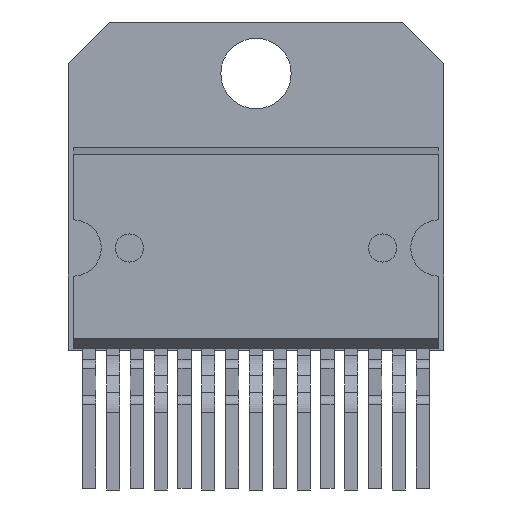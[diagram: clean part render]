
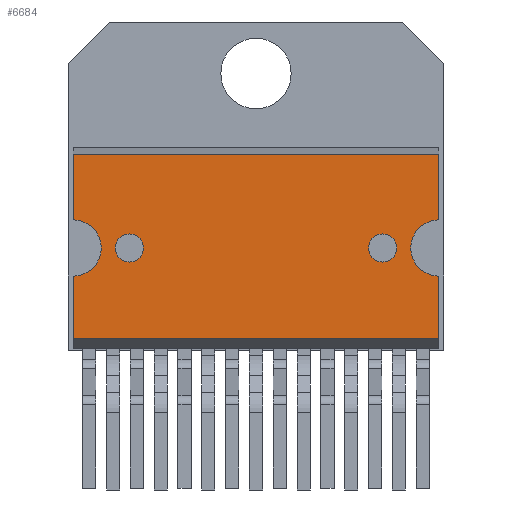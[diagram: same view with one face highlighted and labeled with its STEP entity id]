
A CAD part, front view. The second image highlights one B-rep face of the part: STEP entity #6684.
In plain terms, the highlighted planar face has unit normal (0, -1, 0).
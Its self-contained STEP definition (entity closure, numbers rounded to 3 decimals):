
#75 = VERTEX_POINT('',#76);
#76 = CARTESIAN_POINT('',(2.15,5.3,9.7));
#82 = EDGE_CURVE('',#75,#83,#85,.T.);
#83 = VERTEX_POINT('',#84);
#84 = CARTESIAN_POINT('',(2.15,5.3,11.2));
#85 = CIRCLE('',#86,0.75);
#86 = AXIS2_PLACEMENT_3D('',#87,#88,#89);
#87 = CARTESIAN_POINT('',(2.15,5.3,10.45));
#88 = DIRECTION('',(0.,1.,0.));
#89 = DIRECTION('',(0.,0.,1.));
#117 = VERTEX_POINT('',#118);
#118 = CARTESIAN_POINT('',(15.65,5.3,11.2));
#124 = EDGE_CURVE('',#117,#125,#127,.T.);
#125 = VERTEX_POINT('',#126);
#126 = CARTESIAN_POINT('',(15.65,5.3,9.7));
#127 = CIRCLE('',#128,0.75);
#128 = AXIS2_PLACEMENT_3D('',#129,#130,#131);
#129 = CARTESIAN_POINT('',(15.65,5.3,10.45));
#130 = DIRECTION('',(0.,1.,0.));
#131 = DIRECTION('',(0.,0.,-1.));
#158 = VERTEX_POINT('',#159);
#159 = CARTESIAN_POINT('',(18.65,5.3,8.95));
#165 = EDGE_CURVE('',#166,#158,#168,.T.);
#166 = VERTEX_POINT('',#167);
#167 = CARTESIAN_POINT('',(18.65,5.3,5.635));
#168 = LINE('',#169,#170);
#169 = CARTESIAN_POINT('',(18.65,5.3,5.635));
#170 = VECTOR('',#171,1.);
#171 = DIRECTION('',(0.,0.,1.));
#206 = VERTEX_POINT('',#207);
#207 = CARTESIAN_POINT('',(18.65,5.3,15.447));
#213 = EDGE_CURVE('',#214,#206,#216,.T.);
#214 = VERTEX_POINT('',#215);
#215 = CARTESIAN_POINT('',(18.65,5.3,11.95));
#216 = LINE('',#217,#218);
#217 = CARTESIAN_POINT('',(18.65,5.3,5.635));
#218 = VECTOR('',#219,1.);
#219 = DIRECTION('',(0.,0.,1.));
#254 = VERTEX_POINT('',#255);
#255 = CARTESIAN_POINT('',(-0.85,5.3,5.635));
#261 = EDGE_CURVE('',#254,#262,#264,.T.);
#262 = VERTEX_POINT('',#263);
#263 = CARTESIAN_POINT('',(-0.85,5.3,8.95));
#264 = LINE('',#265,#266);
#265 = CARTESIAN_POINT('',(-0.85,5.3,5.635));
#266 = VECTOR('',#267,1.);
#267 = DIRECTION('',(0.,0.,1.));
#294 = VERTEX_POINT('',#295);
#295 = CARTESIAN_POINT('',(-0.85,5.3,11.95));
#301 = EDGE_CURVE('',#294,#302,#304,.T.);
#302 = VERTEX_POINT('',#303);
#303 = CARTESIAN_POINT('',(-0.85,5.3,15.447));
#304 = LINE('',#305,#306);
#305 = CARTESIAN_POINT('',(-0.85,5.3,5.635));
#306 = VECTOR('',#307,1.);
#307 = DIRECTION('',(0.,0.,1.));
#324 = EDGE_CURVE('',#294,#262,#325,.T.);
#325 = CIRCLE('',#326,1.5);
#326 = AXIS2_PLACEMENT_3D('',#327,#328,#329);
#327 = CARTESIAN_POINT('',(-0.85,5.3,10.45));
#328 = DIRECTION('',(0.,1.,0.));
#329 = DIRECTION('',(0.,0.,1.));
#6467 = EDGE_CURVE('',#125,#117,#6468,.T.);
#6468 = CIRCLE('',#6469,0.75);
#6469 = AXIS2_PLACEMENT_3D('',#6470,#6471,#6472);
#6470 = CARTESIAN_POINT('',(15.65,5.3,10.45));
#6471 = DIRECTION('',(0.,1.,0.));
#6472 = DIRECTION('',(0.,0.,-1.));
#6501 = EDGE_CURVE('',#83,#75,#6502,.T.);
#6502 = CIRCLE('',#6503,0.75);
#6503 = AXIS2_PLACEMENT_3D('',#6504,#6505,#6506);
#6504 = CARTESIAN_POINT('',(2.15,5.3,10.45));
#6505 = DIRECTION('',(0.,1.,0.));
#6506 = DIRECTION('',(0.,0.,1.));
#6536 = EDGE_CURVE('',#158,#214,#6537,.T.);
#6537 = CIRCLE('',#6538,1.5);
#6538 = AXIS2_PLACEMENT_3D('',#6539,#6540,#6541);
#6539 = CARTESIAN_POINT('',(18.65,5.3,10.45));
#6540 = DIRECTION('',(0.,1.,0.));
#6541 = DIRECTION('',(0.,0.,-1.));
#6672 = EDGE_CURVE('',#254,#166,#6673,.T.);
#6673 = LINE('',#6674,#6675);
#6674 = CARTESIAN_POINT('',(-0.85,5.3,5.635));
#6675 = VECTOR('',#6676,1.);
#6676 = DIRECTION('',(1.,0.,0.));
#6684 = ADVANCED_FACE('',(#6685,#6689,#6693),#6708,.T.);
#6685 = FACE_BOUND('',#6686,.T.);
#6686 = EDGE_LOOP('',(#6687,#6688));
#6687 = ORIENTED_EDGE('',*,*,#124,.T.);
#6688 = ORIENTED_EDGE('',*,*,#6467,.T.);
#6689 = FACE_BOUND('',#6690,.T.);
#6690 = EDGE_LOOP('',(#6691,#6692));
#6691 = ORIENTED_EDGE('',*,*,#82,.T.);
#6692 = ORIENTED_EDGE('',*,*,#6501,.T.);
#6693 = FACE_BOUND('',#6694,.T.);
#6694 = EDGE_LOOP('',(#6695,#6696,#6697,#6703,#6704,#6705,#6706,#6707));
#6695 = ORIENTED_EDGE('',*,*,#6536,.T.);
#6696 = ORIENTED_EDGE('',*,*,#213,.T.);
#6697 = ORIENTED_EDGE('',*,*,#6698,.F.);
#6698 = EDGE_CURVE('',#302,#206,#6699,.T.);
#6699 = LINE('',#6700,#6701);
#6700 = CARTESIAN_POINT('',(-0.85,5.3,15.447));
#6701 = VECTOR('',#6702,1.);
#6702 = DIRECTION('',(1.,0.,0.));
#6703 = ORIENTED_EDGE('',*,*,#301,.F.);
#6704 = ORIENTED_EDGE('',*,*,#324,.T.);
#6705 = ORIENTED_EDGE('',*,*,#261,.F.);
#6706 = ORIENTED_EDGE('',*,*,#6672,.T.);
#6707 = ORIENTED_EDGE('',*,*,#165,.T.);
#6708 = PLANE('',#6709);
#6709 = AXIS2_PLACEMENT_3D('',#6710,#6711,#6712);
#6710 = CARTESIAN_POINT('',(-0.85,5.3,10.541));
#6711 = DIRECTION('',(0.,-1.,0.));
#6712 = DIRECTION('',(0.,0.,-1.));
